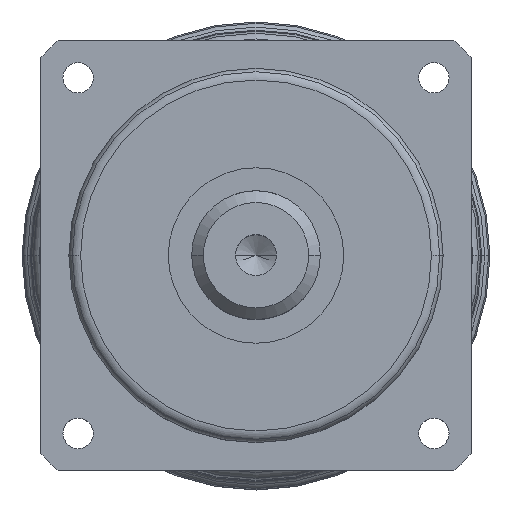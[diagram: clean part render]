
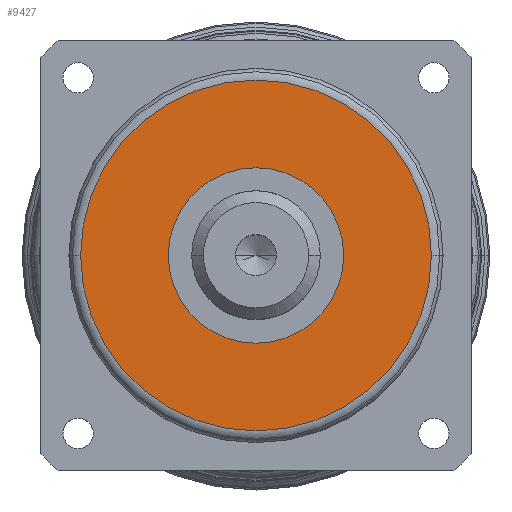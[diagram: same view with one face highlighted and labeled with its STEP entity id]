
A CAD part, top view. The second image highlights one B-rep face of the part: STEP entity #9427.
In plain terms, the highlighted planar face has unit normal (0, 0, 1).
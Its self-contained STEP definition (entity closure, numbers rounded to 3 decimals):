
#6113=CARTESIAN_POINT('',(0.,0.,137.));
#6114=DIRECTION('',(0.,0.,1.));
#6115=DIRECTION('',(1.,0.,0.));
#6116=AXIS2_PLACEMENT_3D('',#6113,#6114,#6115);
#6118=CARTESIAN_POINT('',(0.,0.,137.));
#6119=DIRECTION('',(0.,0.,1.));
#6120=DIRECTION('',(-1.,0.,0.));
#6121=AXIS2_PLACEMENT_3D('',#6118,#6119,#6120);
#6123=CARTESIAN_POINT('',(0.,0.,137.));
#6124=DIRECTION('',(0.,0.,-1.));
#6125=DIRECTION('',(1.,0.,0.));
#6126=AXIS2_PLACEMENT_3D('',#6123,#6124,#6125);
#6128=CARTESIAN_POINT('',(0.,0.,137.));
#6129=DIRECTION('',(0.,0.,-1.));
#6130=DIRECTION('',(-1.,0.,0.));
#6131=AXIS2_PLACEMENT_3D('',#6128,#6129,#6130);
#6934=CARTESIAN_POINT('',(-75.,0.,137.));
#6935=VERTEX_POINT('',#6934);
#6936=CARTESIAN_POINT('',(75.,0.,137.));
#6937=VERTEX_POINT('',#6936);
#6939=CARTESIAN_POINT('',(-37.5,0.,137.));
#6941=VERTEX_POINT('',#6939);
#6943=CARTESIAN_POINT('',(37.5,0.,137.));
#6945=VERTEX_POINT('',#6943);
#9411=CARTESIAN_POINT('',(0.,0.,137.));
#9412=DIRECTION('',(0.,0.,1.));
#9413=DIRECTION('',(1.,0.,0.));
#9414=AXIS2_PLACEMENT_3D('',#9411,#9412,#9413);
#9415=PLANE('',#9414);
#9416=ORIENTED_EDGE('',*,*,#9401,.F.);
#9418=ORIENTED_EDGE('',*,*,#9417,.F.);
#9419=EDGE_LOOP('',(#9416,#9418));
#9420=FACE_OUTER_BOUND('',#9419,.F.);
#9422=ORIENTED_EDGE('',*,*,#9421,.F.);
#9424=ORIENTED_EDGE('',*,*,#9423,.F.);
#9425=EDGE_LOOP('',(#9422,#9424));
#9426=FACE_BOUND('',#9425,.F.);
#9427=ADVANCED_FACE('',(#9420,#9426),#9415,.T.);
#6117=CIRCLE('',#6116,75.);
#6122=CIRCLE('',#6121,75.);
#6127=CIRCLE('',#6126,37.5);
#6132=CIRCLE('',#6131,37.5);
#9401=EDGE_CURVE('',#6937,#6935,#6117,.T.);
#9417=EDGE_CURVE('',#6935,#6937,#6122,.T.);
#9421=EDGE_CURVE('',#6945,#6941,#6127,.T.);
#9423=EDGE_CURVE('',#6941,#6945,#6132,.T.);
